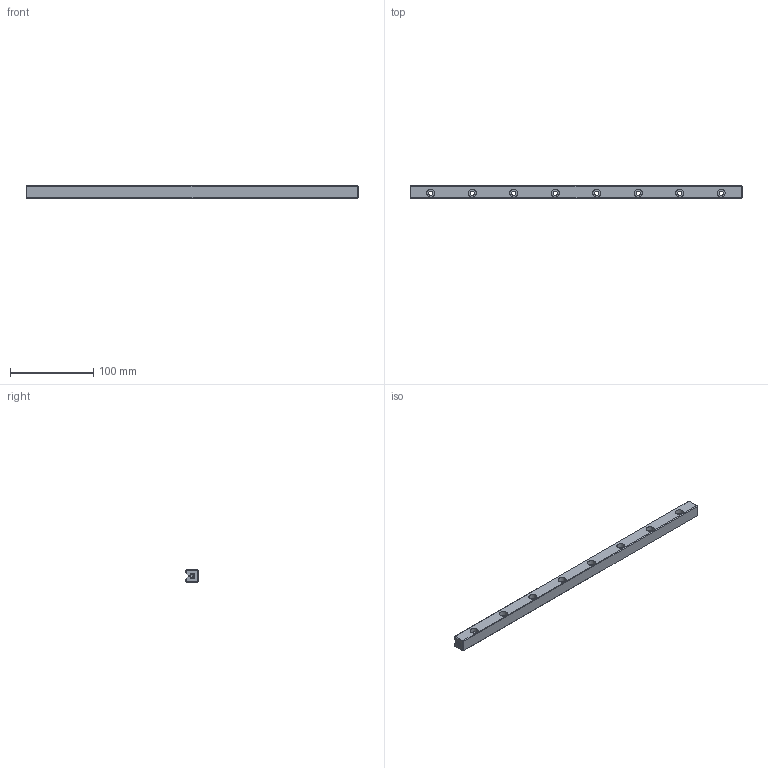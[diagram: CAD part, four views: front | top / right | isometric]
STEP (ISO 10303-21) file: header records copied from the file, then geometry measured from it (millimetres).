
FILE_DESCRIPTION(/* description */ (''),/* implementation_level */ '2;1');
FILE_NAME(/* name */ 'Rail RSDE-6400.stp',/* time_stamp */ '2018-11-12T19:03:47+01:00',/* author */ (''),/* organization */ (''),/* preprocessor_version */ 'ST-DEVELOPER v16.7',/* originating_system */ 'SIEMENS PLM Software NX 12.0',/* authorisation */ '');
FILE_SCHEMA (('AUTOMOTIVE_DESIGN { 1 0 10303 214 3 1 1 1 }'));
Length unit declared in the file: millimetre
Products named in the file (1): 008350_B_2-RSDE-6400
Bounding box: 400 x 14.9 x 15 mm (x, y, z)
Volume: 78022.8 mm3; surface area: 27947 mm2
Topology: 1 solids, 1 shells, 75 faces, 193 edges, 128 vertices
Faces by surface type: plane 34, cone 21, cylinder 20
Full cylindrical faces by diameter (mm): 4.3 x2, 5.2 x10, 9.5 x8
Entity records: 1940 total; most frequent: DIRECTION 338, CARTESIAN_POINT 312, ORIENTED_EDGE 258, EDGE_LOOP 140, AXIS2_PLACEMENT_3D 133, EDGE_CURVE 129, FACE_BOUND 120, VERTEX_POINT 107
